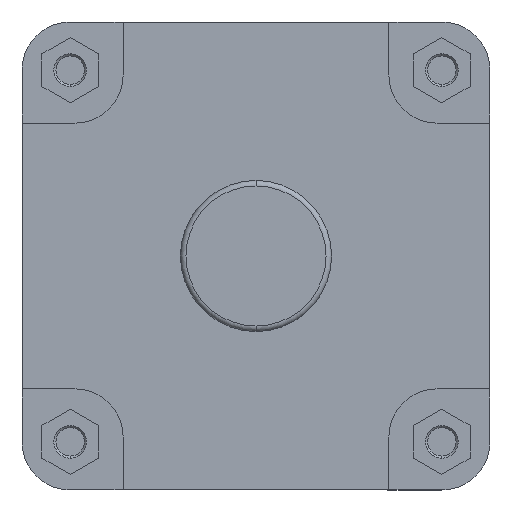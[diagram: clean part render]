
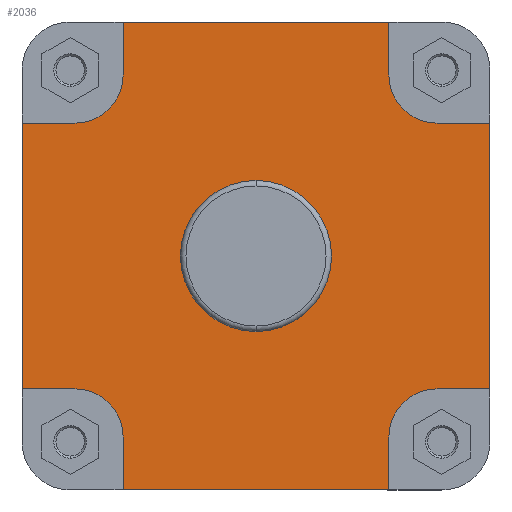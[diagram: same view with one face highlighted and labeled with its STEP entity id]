
A CAD part, left-side view. The second image highlights one B-rep face of the part: STEP entity #2036.
In plain terms, the highlighted planar face has unit normal (-1, 0, 0).
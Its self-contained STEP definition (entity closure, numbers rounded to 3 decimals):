
#176 = CARTESIAN_POINT ( 'NONE',  ( 82., 0., 54.9 ) ) ;
#207 = CARTESIAN_POINT ( 'NONE',  ( 82., 0., -54.9 ) ) ;
#731 = CARTESIAN_POINT ( 'NONE',  ( 82., 0., 0. ) ) ;
#733 = DIRECTION ( 'NONE',  ( -1., 0., 0. ) ) ;
#734 = DIRECTION ( 'NONE',  ( 0., 0., 1. ) ) ;
#738 = CARTESIAN_POINT ( 'NONE',  ( 82., 96.5, -170. ) ) ;
#739 = DIRECTION ( 'NONE',  ( 0., 0., 1. ) ) ;
#1050 = CARTESIAN_POINT ( 'NONE',  ( 82., 96.5, 131.5 ) ) ;
#1051 = DIRECTION ( 'NONE',  ( 0., 0., 1. ) ) ;
#1120 = CARTESIAN_POINT ( 'NONE',  ( 82., 131.5, -96.5 ) ) ;
#1129 = DIRECTION ( 'NONE',  ( 0., 1., 0. ) ) ;
#1186 = CARTESIAN_POINT ( 'NONE',  ( 82., -374.141, -170. ) ) ;
#1187 = DIRECTION ( 'NONE',  ( 0., -1., 0. ) ) ;
#1199 = CARTESIAN_POINT ( 'NONE',  ( 82., 0., 0. ) ) ;
#1202 = DIRECTION ( 'NONE',  ( -1., 0., 0. ) ) ;
#1688 = ORIENTED_EDGE ( 'NONE', *, *, #2466, .F. ) ;
#1689 = ORIENTED_EDGE ( 'NONE', *, *, #4198, .F. ) ;
#1690 = ORIENTED_EDGE ( 'NONE', *, *, #4074, .T. ) ;
#1691 = ORIENTED_EDGE ( 'NONE', *, *, #4227, .F. ) ;
#1692 = ORIENTED_EDGE ( 'NONE', *, *, #4145, .F. ) ;
#1693 = ORIENTED_EDGE ( 'NONE', *, *, #4169, .F. ) ;
#1737 = ORIENTED_EDGE ( 'NONE', *, *, #4203, .F. ) ;
#1743 = ORIENTED_EDGE ( 'NONE', *, *, #4170, .F. ) ;
#1748 = ORIENTED_EDGE ( 'NONE', *, *, #4224, .T. ) ;
#1767 = ORIENTED_EDGE ( 'NONE', *, *, #4081, .F. ) ;
#1770 = ORIENTED_EDGE ( 'NONE', *, *, #2468, .F. ) ;
#1772 = ORIENTED_EDGE ( 'NONE', *, *, #4219, .F. ) ;
#1784 = ORIENTED_EDGE ( 'NONE', *, *, #4216, .F. ) ;
#1816 = ORIENTED_EDGE ( 'NONE', *, *, #4207, .F. ) ;
#1830 = ORIENTED_EDGE ( 'NONE', *, *, #4172, .F. ) ;
#1853 = ORIENTED_EDGE ( 'NONE', *, *, #2605, .F. ) ;
#1856 = ORIENTED_EDGE ( 'NONE', *, *, #4120, .F. ) ;
#1871 = ORIENTED_EDGE ( 'NONE', *, *, #4049, .F. ) ;
#2036 = ADVANCED_FACE ( 'NONE', ( #3361, #3354 ), #5212, .F. ) ;
#2212 = VERTEX_POINT ( 'NONE', #176 ) ;
#2243 = VERTEX_POINT ( 'NONE', #207 ) ;
#2466 = EDGE_CURVE ( 'NONE', #2212, #2243, #3846, .T. ) ;
#2468 = EDGE_CURVE ( 'NONE', #7056, #6998, #3844, .T. ) ;
#2605 = EDGE_CURVE ( 'NONE', #7096, #7085, #5677, .T. ) ;
#2609 = EDGE_LOOP ( 'NONE', ( #1690, #1772, #1691, #1784, #1748, #1816, #1692, #1830, #1693, #1853, #1737, #1856, #1743, #1871, #1689, #1770 ) ) ;
#2651 = EDGE_LOOP ( 'NONE', ( #1688, #1767 ) ) ;
#3354 = FACE_OUTER_BOUND ( 'NONE', #2609, .T. ) ;
#3361 = FACE_BOUND ( 'NONE', #2651, .T. ) ;
#3844 = LINE ( 'NONE', #738, #3845 ) ;
#3845 = VECTOR ( 'NONE', #739, 1000. ) ;
#3846 = CIRCLE ( 'NONE', #7246, 54.9 ) ;
#3936 = AXIS2_PLACEMENT_3D ( 'NONE', #5270, #5257, #5258 ) ;
#4049 = EDGE_CURVE ( 'NONE', #6951, #6946, #5719, .T. ) ;
#4074 = EDGE_CURVE ( 'NONE', #7056, #7042, #5748, .T. ) ;
#4081 = EDGE_CURVE ( 'NONE', #2243, #2212, #5769, .T. ) ;
#4120 = EDGE_CURVE ( 'NONE', #6941, #6979, #5821, .T. ) ;
#4145 = EDGE_CURVE ( 'NONE', #7068, #7105, #5841, .T. ) ;
#4169 = EDGE_CURVE ( 'NONE', #7085, #7024, #5851, .T. ) ;
#4170 = EDGE_CURVE ( 'NONE', #6946, #6941, #5853, .T. ) ;
#4172 = EDGE_CURVE ( 'NONE', #7024, #7068, #5857, .T. ) ;
#4198 = EDGE_CURVE ( 'NONE', #6998, #6951, #5894, .T. ) ;
#4203 = EDGE_CURVE ( 'NONE', #6979, #7096, #5903, .T. ) ;
#4207 = EDGE_CURVE ( 'NONE', #7105, #7069, #5904, .T. ) ;
#4216 = EDGE_CURVE ( 'NONE', #7043, #6996, #5918, .T. ) ;
#4219 = EDGE_CURVE ( 'NONE', #6959, #7042, #5924, .T. ) ;
#4224 = EDGE_CURVE ( 'NONE', #7043, #7069, #5913, .T. ) ;
#4227 = EDGE_CURVE ( 'NONE', #6996, #6959, #5938, .T. ) ;
#5212 = PLANE ( 'NONE',  #3936 ) ;
#5257 = DIRECTION ( 'NONE',  ( 1., 0., 0. ) ) ;
#5258 = DIRECTION ( 'NONE',  ( 0., 0., -1. ) ) ;
#5270 = CARTESIAN_POINT ( 'NONE',  ( 82., 54.9, 0. ) ) ;
#5677 = LINE ( 'NONE', #1050, #5678 ) ;
#5678 = VECTOR ( 'NONE', #1051, 1000. ) ;
#5719 = LINE ( 'NONE', #1120, #5721 ) ;
#5721 = VECTOR ( 'NONE', #1129, 1000. ) ;
#5748 = LINE ( 'NONE', #1186, #5756 ) ;
#5756 = VECTOR ( 'NONE', #1187, 1000. ) ;
#5769 = CIRCLE ( 'NONE', #7323, 54.9 ) ;
#5821 = LINE ( 'NONE', #6253, #5822 ) ;
#5822 = VECTOR ( 'NONE', #6254, 1000. ) ;
#5841 = CIRCLE ( 'NONE', #7330, 35. ) ;
#5851 = LINE ( 'NONE', #6295, #5852 ) ;
#5852 = VECTOR ( 'NONE', #6296, 1000. ) ;
#5853 = LINE ( 'NONE', #6297, #5854 ) ;
#5854 = VECTOR ( 'NONE', #6298, 1000. ) ;
#5857 = LINE ( 'NONE', #6301, #5858 ) ;
#5858 = VECTOR ( 'NONE', #6302, 1000. ) ;
#5894 = CIRCLE ( 'NONE', #7334, 35. ) ;
#5903 = CIRCLE ( 'NONE', #7338, 35. ) ;
#5904 = LINE ( 'NONE', #6362, #5905 ) ;
#5905 = VECTOR ( 'NONE', #6363, 1000. ) ;
#5913 = LINE ( 'NONE', #6399, #5926 ) ;
#5918 = LINE ( 'NONE', #6381, #5919 ) ;
#5919 = VECTOR ( 'NONE', #6382, 1000. ) ;
#5924 = LINE ( 'NONE', #6387, #5925 ) ;
#5925 = VECTOR ( 'NONE', #6388, 1000. ) ;
#5926 = VECTOR ( 'NONE', #6400, 1000. ) ;
#5938 = CIRCLE ( 'NONE', #7350, 35. ) ;
#6185 = DIRECTION ( 'NONE',  ( 0., 0., 1. ) ) ;
#6253 = CARTESIAN_POINT ( 'NONE',  ( 82., 170., 96.5 ) ) ;
#6254 = DIRECTION ( 'NONE',  ( 0., -1., 0. ) ) ;
#6277 = CARTESIAN_POINT ( 'NONE',  ( 82., -131.5, 131.5 ) ) ;
#6279 = DIRECTION ( 'NONE',  ( -1., 0., 0. ) ) ;
#6280 = DIRECTION ( 'NONE',  ( 0., 0., -1. ) ) ;
#6295 = CARTESIAN_POINT ( 'NONE',  ( 82., -374.141, 170. ) ) ;
#6296 = DIRECTION ( 'NONE',  ( 0., -1., 0. ) ) ;
#6297 = CARTESIAN_POINT ( 'NONE',  ( 82., 170., 0. ) ) ;
#6298 = DIRECTION ( 'NONE',  ( 0., 0., 1. ) ) ;
#6301 = CARTESIAN_POINT ( 'NONE',  ( 82., -96.5, 170. ) ) ;
#6302 = DIRECTION ( 'NONE',  ( 0., 0., -1. ) ) ;
#6330 = CARTESIAN_POINT ( 'NONE',  ( 82., 131.5, -131.5 ) ) ;
#6345 = DIRECTION ( 'NONE',  ( -1., 0., 0. ) ) ;
#6346 = DIRECTION ( 'NONE',  ( 0., 0., -1. ) ) ;
#6356 = CARTESIAN_POINT ( 'NONE',  ( 82., 131.5, 131.5 ) ) ;
#6358 = DIRECTION ( 'NONE',  ( -1., 0., 0. ) ) ;
#6359 = DIRECTION ( 'NONE',  ( 0., 0., -1. ) ) ;
#6362 = CARTESIAN_POINT ( 'NONE',  ( 82., -131.5, 96.5 ) ) ;
#6363 = DIRECTION ( 'NONE',  ( 0., -1., 0. ) ) ;
#6381 = CARTESIAN_POINT ( 'NONE',  ( 82., -170., -96.5 ) ) ;
#6382 = DIRECTION ( 'NONE',  ( 0., 1., 0. ) ) ;
#6387 = CARTESIAN_POINT ( 'NONE',  ( 82., -96.5, -131.5 ) ) ;
#6388 = DIRECTION ( 'NONE',  ( 0., 0., -1. ) ) ;
#6399 = CARTESIAN_POINT ( 'NONE',  ( 82., -170., 0. ) ) ;
#6400 = DIRECTION ( 'NONE',  ( 0., 0., 1. ) ) ;
#6401 = CARTESIAN_POINT ( 'NONE',  ( 82., -131.5, -131.5 ) ) ;
#6407 = DIRECTION ( 'NONE',  ( -1., 0., 0. ) ) ;
#6408 = DIRECTION ( 'NONE',  ( 0., 0., -1. ) ) ;
#6627 = CARTESIAN_POINT ( 'NONE',  ( 82., 170., -96.5 ) ) ;
#6637 = CARTESIAN_POINT ( 'NONE',  ( 82., 170., 96.5 ) ) ;
#6644 = CARTESIAN_POINT ( 'NONE',  ( 82., 131.5, -96.5 ) ) ;
#6652 = CARTESIAN_POINT ( 'NONE',  ( 82., -96.5, -131.5 ) ) ;
#6672 = CARTESIAN_POINT ( 'NONE',  ( 82., 131.5, 96.5 ) ) ;
#6689 = CARTESIAN_POINT ( 'NONE',  ( 82., -131.5, -96.5 ) ) ;
#6691 = CARTESIAN_POINT ( 'NONE',  ( 82., 96.5, -131.5 ) ) ;
#6717 = CARTESIAN_POINT ( 'NONE',  ( 82., -96.5, 170. ) ) ;
#6735 = CARTESIAN_POINT ( 'NONE',  ( 82., -96.5, -170. ) ) ;
#6736 = CARTESIAN_POINT ( 'NONE',  ( 82., -170., -96.5 ) ) ;
#6749 = CARTESIAN_POINT ( 'NONE',  ( 82., 96.5, -170. ) ) ;
#6761 = CARTESIAN_POINT ( 'NONE',  ( 82., -96.5, 131.5 ) ) ;
#6762 = CARTESIAN_POINT ( 'NONE',  ( 82., -170., 96.5 ) ) ;
#6778 = CARTESIAN_POINT ( 'NONE',  ( 82., 96.5, 170. ) ) ;
#6789 = CARTESIAN_POINT ( 'NONE',  ( 82., 96.5, 131.5 ) ) ;
#6798 = CARTESIAN_POINT ( 'NONE',  ( 82., -131.5, 96.5 ) ) ;
#6941 = VERTEX_POINT ( 'NONE', #6637 ) ;
#6946 = VERTEX_POINT ( 'NONE', #6627 ) ;
#6951 = VERTEX_POINT ( 'NONE', #6644 ) ;
#6959 = VERTEX_POINT ( 'NONE', #6652 ) ;
#6979 = VERTEX_POINT ( 'NONE', #6672 ) ;
#6996 = VERTEX_POINT ( 'NONE', #6689 ) ;
#6998 = VERTEX_POINT ( 'NONE', #6691 ) ;
#7024 = VERTEX_POINT ( 'NONE', #6717 ) ;
#7042 = VERTEX_POINT ( 'NONE', #6735 ) ;
#7043 = VERTEX_POINT ( 'NONE', #6736 ) ;
#7056 = VERTEX_POINT ( 'NONE', #6749 ) ;
#7068 = VERTEX_POINT ( 'NONE', #6761 ) ;
#7069 = VERTEX_POINT ( 'NONE', #6762 ) ;
#7085 = VERTEX_POINT ( 'NONE', #6778 ) ;
#7096 = VERTEX_POINT ( 'NONE', #6789 ) ;
#7105 = VERTEX_POINT ( 'NONE', #6798 ) ;
#7246 = AXIS2_PLACEMENT_3D ( 'NONE', #731, #733, #734 ) ;
#7323 = AXIS2_PLACEMENT_3D ( 'NONE', #1199, #1202, #6185 ) ;
#7330 = AXIS2_PLACEMENT_3D ( 'NONE', #6277, #6279, #6280 ) ;
#7334 = AXIS2_PLACEMENT_3D ( 'NONE', #6330, #6345, #6346 ) ;
#7338 = AXIS2_PLACEMENT_3D ( 'NONE', #6356, #6358, #6359 ) ;
#7350 = AXIS2_PLACEMENT_3D ( 'NONE', #6401, #6407, #6408 ) ;
